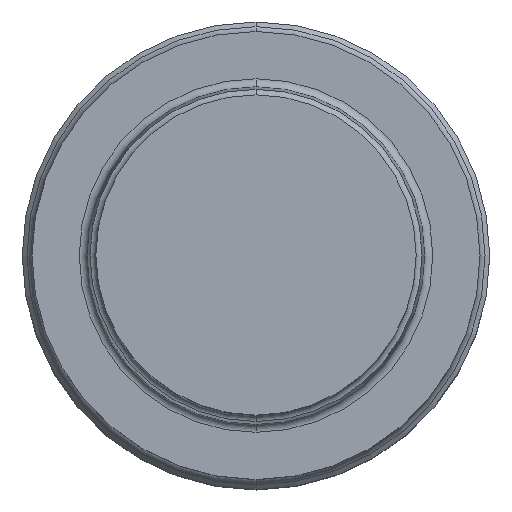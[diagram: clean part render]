
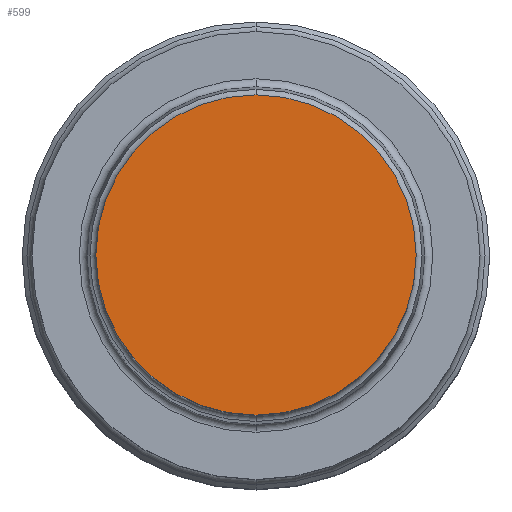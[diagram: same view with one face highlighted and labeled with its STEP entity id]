
A CAD part, top view. The second image highlights one B-rep face of the part: STEP entity #599.
In plain terms, the highlighted face is planar.
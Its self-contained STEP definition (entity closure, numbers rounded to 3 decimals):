
#282=CARTESIAN_POINT('',(0.,0.,-7.95));
#283=DIRECTION('',(0.,0.,1.));
#284=DIRECTION('',(0.,1.,0.));
#285=AXIS2_PLACEMENT_3D('',#282,#283,#284);
#290=CARTESIAN_POINT('',(0.,0.,-7.95));
#291=DIRECTION('',(0.,0.,-1.));
#292=DIRECTION('',(0.,1.,0.));
#293=AXIS2_PLACEMENT_3D('',#290,#291,#292);
#298=CARTESIAN_POINT('',(0.,4.11,-7.95));
#300=VERTEX_POINT('',#298);
#318=CARTESIAN_POINT('',(0.,-4.11,-7.95));
#320=VERTEX_POINT('',#318);
#590=CARTESIAN_POINT('',(0.,0.,-7.95));
#591=DIRECTION('',(0.,0.,-1.));
#592=DIRECTION('',(0.,-1.,0.));
#593=AXIS2_PLACEMENT_3D('',#590,#591,#592);
#594=PLANE('',#593);
#595=ORIENTED_EDGE('',*,*,#572,.T.);
#596=ORIENTED_EDGE('',*,*,#583,.F.);
#597=EDGE_LOOP('',(#595,#596));
#598=FACE_OUTER_BOUND('',#597,.F.);
#599=ADVANCED_FACE('',(#598),#594,.T.);
#286=CIRCLE('',#285,4.11);
#294=CIRCLE('',#293,4.11);
#572=EDGE_CURVE('',#300,#320,#286,.T.);
#583=EDGE_CURVE('',#300,#320,#294,.T.);
